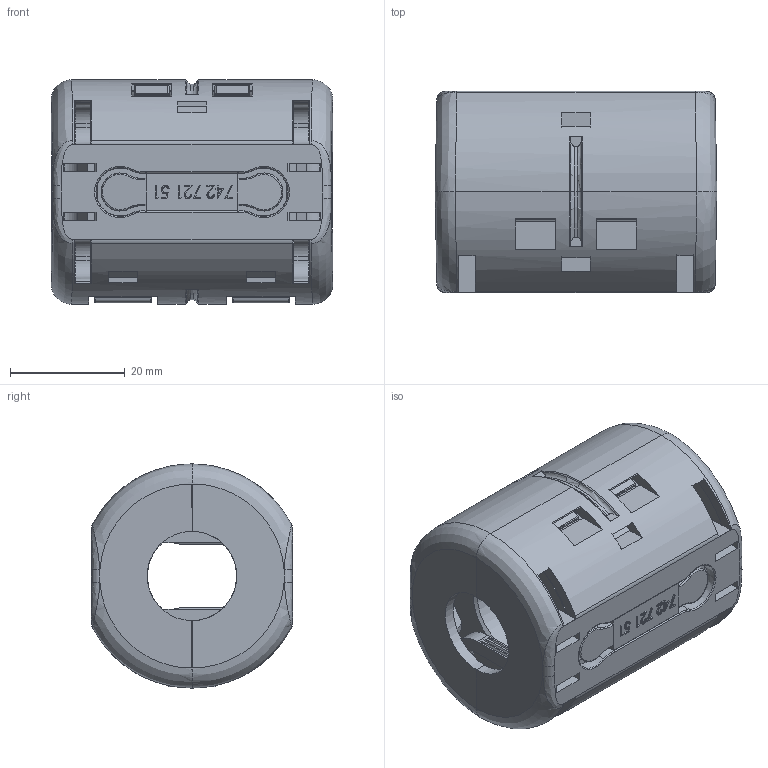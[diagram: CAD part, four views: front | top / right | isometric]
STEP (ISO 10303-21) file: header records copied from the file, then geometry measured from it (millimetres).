
FILE_DESCRIPTION(/* description */ ('Unknown','CAx-IF Rec.Pracs.---Representation and Presentation of Product Manufacturing Information (PMI)---4.0---2014-10-13','CAx-IF Rec.Pracs.---3D Tessellated Geometry---0.4---2014-09-14','2;1'),/* implementation_level */ '2;1');
FILE_NAME(/* name */ '74272151',/* time_stamp */ '2024-04-12T09:49:58+08:00',/* author */ ('Unknown'),/* organization */ ('Unknown'),/* preprocessor_version */ 'ST-DEVELOPER v16.7',/* originating_system */ 'Solid Edge',/* authorisation */ 'Unknown');
FILE_SCHEMA (('AP242_MANAGED_MODEL_BASED_3D_ENGINEERING_MIM_LF { 1 0 10303 442 1 1 4 }'));
Length unit declared in the file: millimetre
Products named in the file (7): 74272151; Schanier_geschlossen_Konfigurations-Name; Mittelteil_Konfigurations-Name; Schanier_Bogen_geschlossen; 74272151_Unterseite; 74272151_Oberseite; Ferritkern A_Konfigurations-Name
Assembly tree (9 placements, depth 3):
  74272151
    Schanier_geschlossen_Konfigurations-Name  x2
      Mittelteil_Konfigurations-Name
      Schanier_Bogen_geschlossen
    74272151_Unterseite
    74272151_Oberseite
    Ferritkern A_Konfigurations-Name  x2
Bounding box: 49 x 35 x 39 mm (x, y, z)
Volume: 34737.1 mm3; surface area: 25582 mm2
Topology: 10 solids, 10 shells, 1266 faces, 3495 edges, 2273 vertices
Faces by surface type: plane 720, bspline 232, cylinder 216, torus 44, cone 42, sphere 12
Full cylindrical faces by diameter (mm): 1.7 x1, 3 x2, 4 x4
Entity records: 44155 total; most frequent: CARTESIAN_POINT 15652, ORIENTED_EDGE 6336, DIRECTION 5138, EDGE_CURVE 3168, VERTEX_POINT 2065, LINE 1962, VECTOR 1962, AXIS2_PLACEMENT_3D 1588
